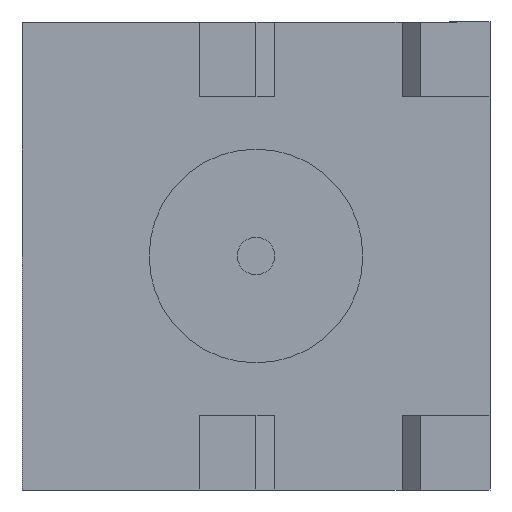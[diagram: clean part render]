
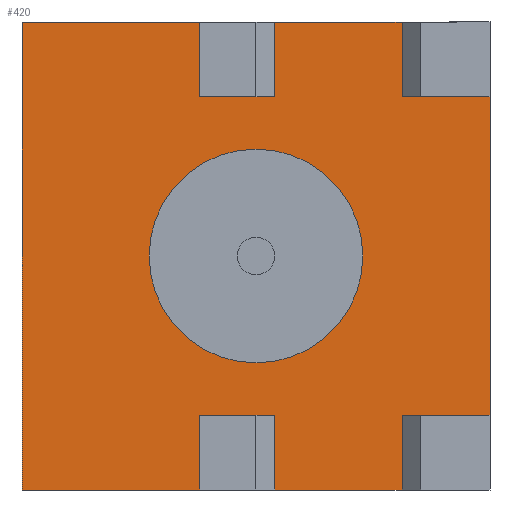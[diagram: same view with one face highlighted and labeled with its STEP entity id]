
A CAD part, left-side view. The second image highlights one B-rep face of the part: STEP entity #420.
In plain terms, the highlighted planar face has unit normal (-1, 0, 0).
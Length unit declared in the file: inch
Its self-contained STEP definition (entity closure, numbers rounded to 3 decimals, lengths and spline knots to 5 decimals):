
#5 = VECTOR ( 'NONE', #670, 39.37008 ) ;
#12 = CARTESIAN_POINT ( 'NONE',  ( -0.065, -0.125, 0.125 ) ) ;
#17 = DIRECTION ( 'NONE',  ( 0., 1., 0. ) ) ;
#28 = VECTOR ( 'NONE', #44, 39.37008 ) ;
#33 = CARTESIAN_POINT ( 'NONE',  ( -0.065, 0.125, -0.125 ) ) ;
#41 = VECTOR ( 'NONE', #448, 39.37008 ) ;
#44 = DIRECTION ( 'NONE',  ( 0., 0., 1. ) ) ;
#48 = EDGE_CURVE ( 'NONE', #223, #608, #315, .T. ) ;
#57 = CARTESIAN_POINT ( 'NONE',  ( -0.065, 0.125, 0.125 ) ) ;
#60 = VERTEX_POINT ( 'NONE', #398 ) ;
#62 = CARTESIAN_POINT ( 'NONE',  ( -0.065, -0.078, -0.085 ) ) ;
#64 = VERTEX_POINT ( 'NONE', #57 ) ;
#69 = DIRECTION ( 'NONE',  ( 0., -1., 0. ) ) ;
#71 = VECTOR ( 'NONE', #759, 39.37008 ) ;
#78 = VERTEX_POINT ( 'NONE', #786 ) ;
#80 = CARTESIAN_POINT ( 'NONE',  ( -0.065, 0.03, 0.085 ) ) ;
#86 = DIRECTION ( 'NONE',  ( 0., -1., 0. ) ) ;
#101 = EDGE_CURVE ( 'NONE', #608, #775, #505, .T. ) ;
#102 = CARTESIAN_POINT ( 'NONE',  ( -0.065, -0.125, 0.125 ) ) ;
#103 = ORIENTED_EDGE ( 'NONE', *, *, #737, .T. ) ;
#114 = EDGE_CURVE ( 'NONE', #1113, #223, #1085, .T. ) ;
#116 = CARTESIAN_POINT ( 'NONE',  ( -0.065, 0.03, 0.125 ) ) ;
#125 = CARTESIAN_POINT ( 'NONE',  ( -0.065, -0.078, -0.125 ) ) ;
#126 = ORIENTED_EDGE ( 'NONE', *, *, #114, .F. ) ;
#131 = VERTEX_POINT ( 'NONE', #62 ) ;
#141 = VECTOR ( 'NONE', #731, 39.37008 ) ;
#153 = CARTESIAN_POINT ( 'NONE',  ( -0.065, -0.078, -0.085 ) ) ;
#163 = CARTESIAN_POINT ( 'NONE',  ( -0.065, -0.01, -0.085 ) ) ;
#171 = CARTESIAN_POINT ( 'NONE',  ( -0.065, 0.03, 0.125 ) ) ;
#199 = CARTESIAN_POINT ( 'NONE',  ( -0.065, 0., 0. ) ) ;
#203 = VECTOR ( 'NONE', #1101, 39.37008 ) ;
#219 = DIRECTION ( 'NONE',  ( 0., -1., 0. ) ) ;
#223 = VERTEX_POINT ( 'NONE', #163 ) ;
#234 = DIRECTION ( 'NONE',  ( 0., 0., -1. ) ) ;
#240 = VERTEX_POINT ( 'NONE', #714 ) ;
#256 = ORIENTED_EDGE ( 'NONE', *, *, #1028, .F. ) ;
#257 = DIRECTION ( 'NONE',  ( 0., 0., 1. ) ) ;
#272 = EDGE_CURVE ( 'NONE', #64, #394, #439, .T. ) ;
#286 = EDGE_CURVE ( 'NONE', #1010, #979, #369, .T. ) ;
#297 = VECTOR ( 'NONE', #219, 39.37008 ) ;
#313 = DIRECTION ( 'NONE',  ( 0., 0., -1. ) ) ;
#315 = LINE ( 'NONE', #651, #5 ) ;
#324 = DIRECTION ( 'NONE',  ( 0., 0., 1. ) ) ;
#329 = CARTESIAN_POINT ( 'NONE',  ( -0.065, -0.078, 0.085 ) ) ;
#336 = LINE ( 'NONE', #682, #28 ) ;
#346 = ORIENTED_EDGE ( 'NONE', *, *, #477, .F. ) ;
#349 = CARTESIAN_POINT ( 'NONE',  ( -0.065, 0.03, -0.125 ) ) ;
#369 = LINE ( 'NONE', #12, #699 ) ;
#386 = CARTESIAN_POINT ( 'NONE',  ( -0.065, -0.078, 0.125 ) ) ;
#391 = FACE_OUTER_BOUND ( 'NONE', #484, .T. ) ;
#392 = LINE ( 'NONE', #329, #297 ) ;
#394 = VERTEX_POINT ( 'NONE', #33 ) ;
#398 = CARTESIAN_POINT ( 'NONE',  ( -0.065, -0.125, -0.085 ) ) ;
#400 = DIRECTION ( 'NONE',  ( 0., 0., -1. ) ) ;
#401 = ORIENTED_EDGE ( 'NONE', *, *, #541, .F. ) ;
#412 = EDGE_LOOP ( 'NONE', ( #847 ) ) ;
#417 = LINE ( 'NONE', #879, #952 ) ;
#420 = ADVANCED_FACE ( 'NONE', ( #557, #391 ), #744, .F. ) ;
#439 = LINE ( 'NONE', #528, #141 ) ;
#448 = DIRECTION ( 'NONE',  ( 0., 1., 0. ) ) ;
#449 = ORIENTED_EDGE ( 'NONE', *, *, #1170, .T. ) ;
#473 = EDGE_CURVE ( 'NONE', #724, #659, #583, .T. ) ;
#477 = EDGE_CURVE ( 'NONE', #659, #942, #993, .T. ) ;
#483 = CARTESIAN_POINT ( 'NONE',  ( -0.065, -0.01, -0.125 ) ) ;
#484 = EDGE_LOOP ( 'NONE', ( #896, #493, #799, #103, #495, #958, #126, #611, #401, #256, #449, #778, #513, #943, #1102, #346 ) ) ;
#493 = ORIENTED_EDGE ( 'NONE', *, *, #932, .T. ) ;
#495 = ORIENTED_EDGE ( 'NONE', *, *, #101, .F. ) ;
#502 = CIRCLE ( 'NONE', #1025, 0.0571 ) ;
#503 = EDGE_CURVE ( 'NONE', #1005, #1005, #502, .T. ) ;
#505 = LINE ( 'NONE', #349, #898 ) ;
#510 = AXIS2_PLACEMENT_3D ( 'NONE', #199, #1037, #313 ) ;
#513 = ORIENTED_EDGE ( 'NONE', *, *, #1081, .F. ) ;
#515 = DIRECTION ( 'NONE',  ( 0., 0., -1. ) ) ;
#527 = CARTESIAN_POINT ( 'NONE',  ( -0.065, 0.03, 0.085 ) ) ;
#528 = CARTESIAN_POINT ( 'NONE',  ( -0.065, 0.125, -0.125 ) ) ;
#535 = DIRECTION ( 'NONE',  ( 0., 0., 1. ) ) ;
#541 = EDGE_CURVE ( 'NONE', #131, #78, #862, .T. ) ;
#543 = VERTEX_POINT ( 'NONE', #1058 ) ;
#545 = CARTESIAN_POINT ( 'NONE',  ( -0.065, 0., 0.0571 ) ) ;
#557 = FACE_BOUND ( 'NONE', #412, .T. ) ;
#583 = LINE ( 'NONE', #116, #71 ) ;
#586 = CARTESIAN_POINT ( 'NONE',  ( -0.065, -0.01, 0.125 ) ) ;
#598 = CARTESIAN_POINT ( 'NONE',  ( -0.065, -0.078, 0.125 ) ) ;
#608 = VERTEX_POINT ( 'NONE', #1134 ) ;
#611 = ORIENTED_EDGE ( 'NONE', *, *, #1067, .T. ) ;
#651 = CARTESIAN_POINT ( 'NONE',  ( -0.065, 0.03, -0.085 ) ) ;
#659 = VERTEX_POINT ( 'NONE', #80 ) ;
#670 = DIRECTION ( 'NONE',  ( 0., 1., 0. ) ) ;
#682 = CARTESIAN_POINT ( 'NONE',  ( -0.065, -0.125, -0.125 ) ) ;
#683 = VECTOR ( 'NONE', #400, 39.37008 ) ;
#699 = VECTOR ( 'NONE', #17, 39.37008 ) ;
#714 = CARTESIAN_POINT ( 'NONE',  ( -0.065, -0.125, 0.085 ) ) ;
#724 = VERTEX_POINT ( 'NONE', #171 ) ;
#731 = DIRECTION ( 'NONE',  ( 0., 0., -1. ) ) ;
#737 = EDGE_CURVE ( 'NONE', #394, #775, #895, .T. ) ;
#744 = PLANE ( 'NONE',  #510 ) ;
#759 = DIRECTION ( 'NONE',  ( 0., 0., -1. ) ) ;
#775 = VERTEX_POINT ( 'NONE', #1087 ) ;
#776 = VECTOR ( 'NONE', #324, 39.37008 ) ;
#778 = ORIENTED_EDGE ( 'NONE', *, *, #971, .F. ) ;
#786 = CARTESIAN_POINT ( 'NONE',  ( -0.065, -0.078, -0.125 ) ) ;
#789 = LINE ( 'NONE', #586, #776 ) ;
#799 = ORIENTED_EDGE ( 'NONE', *, *, #272, .T. ) ;
#847 = ORIENTED_EDGE ( 'NONE', *, *, #503, .F. ) ;
#862 = LINE ( 'NONE', #125, #925 ) ;
#868 = CARTESIAN_POINT ( 'NONE',  ( -0.065, -0.01, 0.125 ) ) ;
#874 = DIRECTION ( 'NONE',  ( 0., 1., 0. ) ) ;
#879 = CARTESIAN_POINT ( 'NONE',  ( -0.065, -0.125, -0.125 ) ) ;
#884 = CARTESIAN_POINT ( 'NONE',  ( -0.065, -0.01, -0.125 ) ) ;
#892 = CARTESIAN_POINT ( 'NONE',  ( -0.065, -0.125, -0.125 ) ) ;
#895 = LINE ( 'NONE', #892, #1004 ) ;
#896 = ORIENTED_EDGE ( 'NONE', *, *, #473, .F. ) ;
#898 = VECTOR ( 'NONE', #515, 39.37008 ) ;
#908 = LINE ( 'NONE', #102, #41 ) ;
#925 = VECTOR ( 'NONE', #234, 39.37008 ) ;
#932 = EDGE_CURVE ( 'NONE', #724, #64, #908, .T. ) ;
#942 = VERTEX_POINT ( 'NONE', #1007 ) ;
#943 = ORIENTED_EDGE ( 'NONE', *, *, #286, .T. ) ;
#948 = LINE ( 'NONE', #598, #683 ) ;
#952 = VECTOR ( 'NONE', #69, 39.37008 ) ;
#953 = LINE ( 'NONE', #153, #1126 ) ;
#958 = ORIENTED_EDGE ( 'NONE', *, *, #48, .F. ) ;
#971 = EDGE_CURVE ( 'NONE', #543, #240, #392, .T. ) ;
#979 = VERTEX_POINT ( 'NONE', #868 ) ;
#993 = LINE ( 'NONE', #527, #203 ) ;
#996 = DIRECTION ( 'NONE',  ( -1., 0., 0. ) ) ;
#1004 = VECTOR ( 'NONE', #86, 39.37008 ) ;
#1005 = VERTEX_POINT ( 'NONE', #545 ) ;
#1007 = CARTESIAN_POINT ( 'NONE',  ( -0.065, -0.01, 0.085 ) ) ;
#1010 = VERTEX_POINT ( 'NONE', #386 ) ;
#1025 = AXIS2_PLACEMENT_3D ( 'NONE', #1107, #996, #535 ) ;
#1028 = EDGE_CURVE ( 'NONE', #60, #131, #953, .T. ) ;
#1037 = DIRECTION ( 'NONE',  ( 1., 0., 0. ) ) ;
#1058 = CARTESIAN_POINT ( 'NONE',  ( -0.065, -0.078, 0.085 ) ) ;
#1067 = EDGE_CURVE ( 'NONE', #1113, #78, #417, .T. ) ;
#1068 = VECTOR ( 'NONE', #257, 39.37008 ) ;
#1081 = EDGE_CURVE ( 'NONE', #1010, #543, #948, .T. ) ;
#1085 = LINE ( 'NONE', #884, #1068 ) ;
#1087 = CARTESIAN_POINT ( 'NONE',  ( -0.065, 0.03, -0.125 ) ) ;
#1101 = DIRECTION ( 'NONE',  ( 0., -1., 0. ) ) ;
#1102 = ORIENTED_EDGE ( 'NONE', *, *, #1162, .F. ) ;
#1107 = CARTESIAN_POINT ( 'NONE',  ( -0.065, 0., 0. ) ) ;
#1113 = VERTEX_POINT ( 'NONE', #483 ) ;
#1126 = VECTOR ( 'NONE', #874, 39.37008 ) ;
#1134 = CARTESIAN_POINT ( 'NONE',  ( -0.065, 0.03, -0.085 ) ) ;
#1162 = EDGE_CURVE ( 'NONE', #942, #979, #789, .T. ) ;
#1170 = EDGE_CURVE ( 'NONE', #60, #240, #336, .T. ) ;
